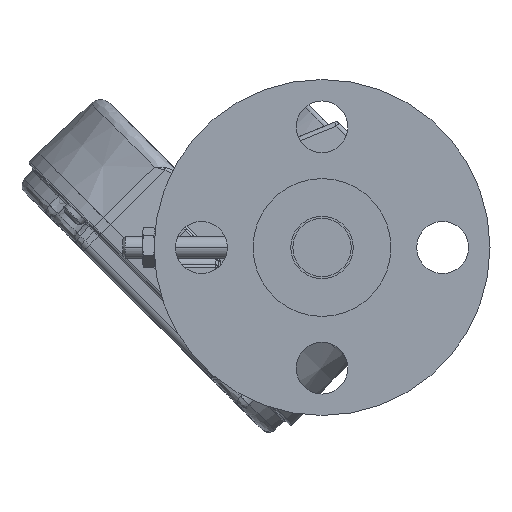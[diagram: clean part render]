
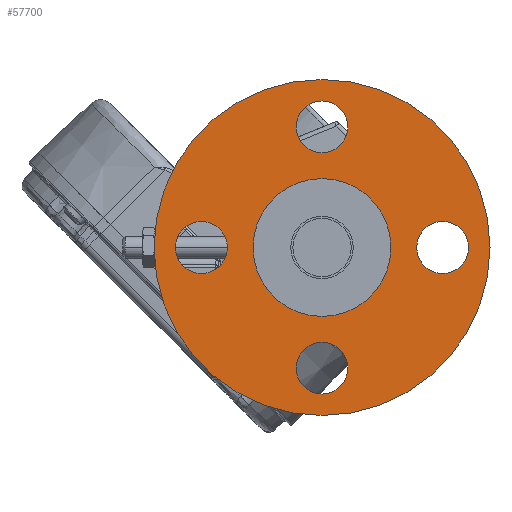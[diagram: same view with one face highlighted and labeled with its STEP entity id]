
A CAD part, front view. The second image highlights one B-rep face of the part: STEP entity #57700.
In plain terms, the highlighted planar face has unit normal (0, -1, 0).
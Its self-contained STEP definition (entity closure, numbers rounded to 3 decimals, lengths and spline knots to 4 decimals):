
#209 = CARTESIAN_POINT ( 'NONE',  ( 0., -4.8583, -1. ) ) ;
#2439 = CIRCLE ( 'NONE', #47614, 0.376 ) ;
#4741 = AXIS2_PLACEMENT_3D ( 'NONE', #93018, #63173, #23220 ) ;
#4990 = EDGE_CURVE ( 'NONE', #83300, #72174, #63412, .T. ) ;
#5863 = DIRECTION ( 'NONE',  ( 0., -1., 0. ) ) ;
#6356 = CARTESIAN_POINT ( 'NONE',  ( 0., -4.8583, -1.75 ) ) ;
#6915 = EDGE_CURVE ( 'NONE', #83517, #29670, #48853, .T. ) ;
#7241 = DIRECTION ( 'NONE',  ( 0., -1., 0. ) ) ;
#7956 = ORIENTED_EDGE ( 'NONE', *, *, #87155, .F. ) ;
#8410 = EDGE_CURVE ( 'NONE', #72174, #83300, #70113, .T. ) ;
#9819 = PLANE ( 'NONE',  #57734 ) ;
#9858 = CIRCLE ( 'NONE', #63152, 0.376 ) ;
#10197 = EDGE_LOOP ( 'NONE', ( #41806, #44161 ) ) ;
#10483 = DIRECTION ( 'NONE',  ( 0., 0., -1. ) ) ;
#11373 = EDGE_CURVE ( 'NONE', #96165, #59889, #20816, .T. ) ;
#11991 = CARTESIAN_POINT ( 'NONE',  ( -1.75, -4.8583, 0.376 ) ) ;
#12455 = VERTEX_POINT ( 'NONE', #45905 ) ;
#13671 = AXIS2_PLACEMENT_3D ( 'NONE', #20883, #51742, #81598 ) ;
#16316 = VERTEX_POINT ( 'NONE', #29040 ) ;
#16833 = EDGE_CURVE ( 'NONE', #46350, #53201, #64678, .T. ) ;
#16915 = CIRCLE ( 'NONE', #55680, 0.376 ) ;
#19306 = CARTESIAN_POINT ( 'NONE',  ( 0., -4.8583, 2.437 ) ) ;
#20816 = CIRCLE ( 'NONE', #4741, 0.376 ) ;
#20837 = CARTESIAN_POINT ( 'NONE',  ( -1.75, -4.8583, 0. ) ) ;
#20883 = CARTESIAN_POINT ( 'NONE',  ( 0., -4.8583, 0. ) ) ;
#21036 = AXIS2_PLACEMENT_3D ( 'NONE', #20837, #49722, #88645 ) ;
#21701 = DIRECTION ( 'NONE',  ( 0., -1., 0. ) ) ;
#23220 = DIRECTION ( 'NONE',  ( 0., 0., -1. ) ) ;
#23380 = VERTEX_POINT ( 'NONE', #19306 ) ;
#24568 = AXIS2_PLACEMENT_3D ( 'NONE', #93445, #46958, #10483 ) ;
#25480 = DIRECTION ( 'NONE',  ( 0., -1., 0. ) ) ;
#26470 = AXIS2_PLACEMENT_3D ( 'NONE', #68068, #5863, #43792 ) ;
#26579 = CIRCLE ( 'NONE', #13671, 1. ) ;
#29040 = CARTESIAN_POINT ( 'NONE',  ( 0., -4.8583, -2.437 ) ) ;
#29670 = VERTEX_POINT ( 'NONE', #209 ) ;
#30975 = DIRECTION ( 'NONE',  ( 0., 0., -1. ) ) ;
#31685 = CARTESIAN_POINT ( 'NONE',  ( 0., -4.8583, 0. ) ) ;
#34002 = ORIENTED_EDGE ( 'NONE', *, *, #62241, .T. ) ;
#34930 = ORIENTED_EDGE ( 'NONE', *, *, #4990, .F. ) ;
#36259 = EDGE_LOOP ( 'NONE', ( #7956, #50887 ) ) ;
#37374 = CARTESIAN_POINT ( 'NONE',  ( 0., -4.8583, 1.75 ) ) ;
#40317 = AXIS2_PLACEMENT_3D ( 'NONE', #90931, #44931, #43436 ) ;
#40484 = CARTESIAN_POINT ( 'NONE',  ( -1.75, -4.8583, -0.376 ) ) ;
#40824 = DIRECTION ( 'NONE',  ( 0., -1., 0. ) ) ;
#41806 = ORIENTED_EDGE ( 'NONE', *, *, #11373, .F. ) ;
#43436 = DIRECTION ( 'NONE',  ( 0., 0., -1. ) ) ;
#43792 = DIRECTION ( 'NONE',  ( 0., 0., -1. ) ) ;
#44161 = ORIENTED_EDGE ( 'NONE', *, *, #71204, .F. ) ;
#44778 = DIRECTION ( 'NONE',  ( 0., -1., 0. ) ) ;
#44931 = DIRECTION ( 'NONE',  ( 0., -1., 0. ) ) ;
#45905 = CARTESIAN_POINT ( 'NONE',  ( 0., -4.8583, 1.374 ) ) ;
#45985 = DIRECTION ( 'NONE',  ( 0., 0., -1. ) ) ;
#46254 = EDGE_CURVE ( 'NONE', #12455, #68298, #87704, .T. ) ;
#46350 = VERTEX_POINT ( 'NONE', #11991 ) ;
#46958 = DIRECTION ( 'NONE',  ( 0., -1., 0. ) ) ;
#47443 = CARTESIAN_POINT ( 'NONE',  ( 0., -4.8583, 1.75 ) ) ;
#47614 = AXIS2_PLACEMENT_3D ( 'NONE', #6356, #44778, #70041 ) ;
#48853 = CIRCLE ( 'NONE', #24568, 1. ) ;
#49275 = FACE_BOUND ( 'NONE', #36259, .T. ) ;
#49301 = CARTESIAN_POINT ( 'NONE',  ( 1.75, -4.8583, 0.376 ) ) ;
#49722 = DIRECTION ( 'NONE',  ( 0., -1., 0. ) ) ;
#50887 = ORIENTED_EDGE ( 'NONE', *, *, #16833, .F. ) ;
#51742 = DIRECTION ( 'NONE',  ( 0., -1., 0. ) ) ;
#52672 = EDGE_LOOP ( 'NONE', ( #73729, #88884 ) ) ;
#53201 = VERTEX_POINT ( 'NONE', #40484 ) ;
#54197 = AXIS2_PLACEMENT_3D ( 'NONE', #31685, #69649, #70638 ) ;
#55680 = AXIS2_PLACEMENT_3D ( 'NONE', #85423, #21701, #91511 ) ;
#56343 = DIRECTION ( 'NONE',  ( 0., 0., -1. ) ) ;
#56850 = FACE_BOUND ( 'NONE', #10197, .T. ) ;
#57700 = ADVANCED_FACE ( 'NONE', ( #79109, #71524, #56850, #49275, #79601, #78614 ), #9819, .T. ) ;
#57734 = AXIS2_PLACEMENT_3D ( 'NONE', #63961, #25480, #56343 ) ;
#59889 = VERTEX_POINT ( 'NONE', #65108 ) ;
#62241 = EDGE_CURVE ( 'NONE', #23380, #16316, #83934, .T. ) ;
#63126 = EDGE_CURVE ( 'NONE', #16316, #23380, #70378, .T. ) ;
#63152 = AXIS2_PLACEMENT_3D ( 'NONE', #47443, #40824, #87365 ) ;
#63169 = ORIENTED_EDGE ( 'NONE', *, *, #8410, .F. ) ;
#63173 = DIRECTION ( 'NONE',  ( 0., -1., 0. ) ) ;
#63412 = CIRCLE ( 'NONE', #87658, 0.376 ) ;
#63961 = CARTESIAN_POINT ( 'NONE',  ( 1., -4.8583, 0. ) ) ;
#64246 = CARTESIAN_POINT ( 'NONE',  ( 0., -4.8583, 1. ) ) ;
#64678 = CIRCLE ( 'NONE', #21036, 0.376 ) ;
#65108 = CARTESIAN_POINT ( 'NONE',  ( 0., -4.8583, -1.374 ) ) ;
#68068 = CARTESIAN_POINT ( 'NONE',  ( 1.75, -4.8583, 0. ) ) ;
#68298 = VERTEX_POINT ( 'NONE', #88303 ) ;
#68449 = CARTESIAN_POINT ( 'NONE',  ( 1.75, -4.8583, 0. ) ) ;
#69649 = DIRECTION ( 'NONE',  ( 0., -1., 0. ) ) ;
#70041 = DIRECTION ( 'NONE',  ( 0., 0., -1. ) ) ;
#70113 = CIRCLE ( 'NONE', #26470, 0.376 ) ;
#70378 = CIRCLE ( 'NONE', #54197, 2.437 ) ;
#70638 = DIRECTION ( 'NONE',  ( 0., 0., -1. ) ) ;
#71204 = EDGE_CURVE ( 'NONE', #59889, #96165, #2439, .T. ) ;
#71407 = EDGE_CURVE ( 'NONE', #29670, #83517, #26579, .T. ) ;
#71524 = FACE_BOUND ( 'NONE', #74202, .T. ) ;
#72174 = VERTEX_POINT ( 'NONE', #49301 ) ;
#73424 = CARTESIAN_POINT ( 'NONE',  ( 1.75, -4.8583, -0.376 ) ) ;
#73729 = ORIENTED_EDGE ( 'NONE', *, *, #46254, .F. ) ;
#74202 = EDGE_LOOP ( 'NONE', ( #34930, #63169 ) ) ;
#75320 = DIRECTION ( 'NONE',  ( 0., -1., 0. ) ) ;
#77235 = EDGE_CURVE ( 'NONE', #68298, #12455, #9858, .T. ) ;
#77320 = EDGE_LOOP ( 'NONE', ( #87729, #90474 ) ) ;
#78406 = CARTESIAN_POINT ( 'NONE',  ( 0., -4.8583, -2.126 ) ) ;
#78614 = FACE_BOUND ( 'NONE', #77320, .T. ) ;
#79109 = FACE_BOUND ( 'NONE', #52672, .T. ) ;
#79601 = FACE_OUTER_BOUND ( 'NONE', #84105, .T. ) ;
#81598 = DIRECTION ( 'NONE',  ( 0., 0., -1. ) ) ;
#83300 = VERTEX_POINT ( 'NONE', #73424 ) ;
#83517 = VERTEX_POINT ( 'NONE', #64246 ) ;
#83934 = CIRCLE ( 'NONE', #40317, 2.437 ) ;
#84105 = EDGE_LOOP ( 'NONE', ( #97375, #34002 ) ) ;
#85423 = CARTESIAN_POINT ( 'NONE',  ( -1.75, -4.8583, 0. ) ) ;
#87155 = EDGE_CURVE ( 'NONE', #53201, #46350, #16915, .T. ) ;
#87365 = DIRECTION ( 'NONE',  ( 0., 0., -1. ) ) ;
#87658 = AXIS2_PLACEMENT_3D ( 'NONE', #68449, #7241, #30975 ) ;
#87704 = CIRCLE ( 'NONE', #97356, 0.376 ) ;
#87729 = ORIENTED_EDGE ( 'NONE', *, *, #71407, .F. ) ;
#88303 = CARTESIAN_POINT ( 'NONE',  ( 0., -4.8583, 2.126 ) ) ;
#88645 = DIRECTION ( 'NONE',  ( 0., 0., -1. ) ) ;
#88884 = ORIENTED_EDGE ( 'NONE', *, *, #77235, .F. ) ;
#90474 = ORIENTED_EDGE ( 'NONE', *, *, #6915, .F. ) ;
#90931 = CARTESIAN_POINT ( 'NONE',  ( 0., -4.8583, 0. ) ) ;
#91511 = DIRECTION ( 'NONE',  ( 0., 0., -1. ) ) ;
#93018 = CARTESIAN_POINT ( 'NONE',  ( 0., -4.8583, -1.75 ) ) ;
#93445 = CARTESIAN_POINT ( 'NONE',  ( 0., -4.8583, 0. ) ) ;
#96165 = VERTEX_POINT ( 'NONE', #78406 ) ;
#97356 = AXIS2_PLACEMENT_3D ( 'NONE', #37374, #75320, #45985 ) ;
#97375 = ORIENTED_EDGE ( 'NONE', *, *, #63126, .T. ) ;
